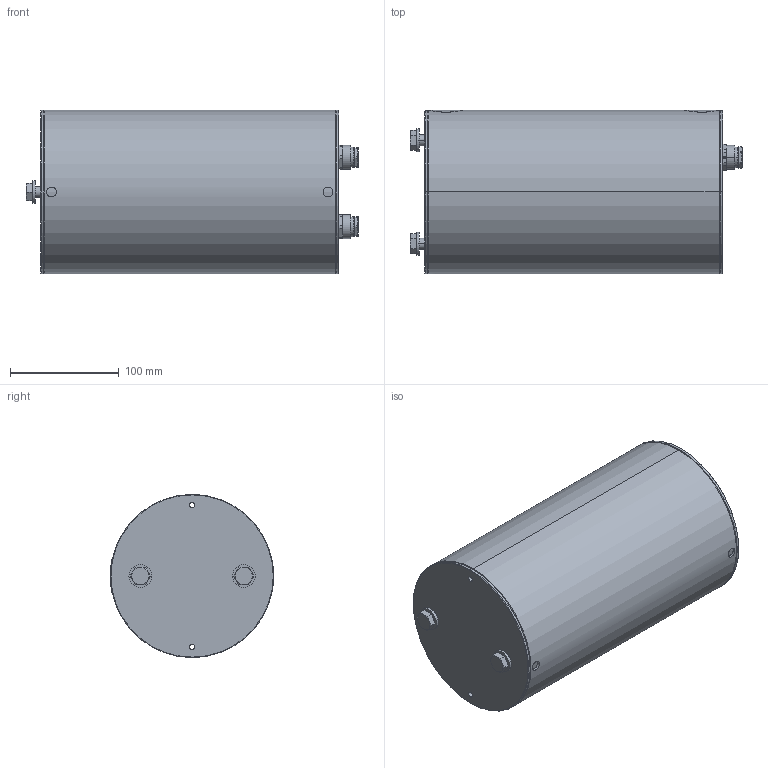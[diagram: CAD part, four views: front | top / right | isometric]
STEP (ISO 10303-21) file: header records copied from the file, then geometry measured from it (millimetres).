
FILE_DESCRIPTION (( 'STEP AP214' ), '1' );
FILE_NAME ('MFLOW-A1_MFLOW-MB1_350976.STEP', '2015-02-27T09:58:54', ( 'Admin1' ), ( '' ), 'SwSTEP 2.0', 'SolidWorks 2014', '' );
FILE_SCHEMA (( 'AUTOMOTIVE_DESIGN' ));
Length unit declared in the file: millimetre
Products named in the file (1): MFLOW-A1_MFLOW-MB1_350976
Bounding box: 305 x 150.19 x 150 mm (x, y, z)
Surface area: 191427.3 mm2 (no closed solid volume)
Topology: 0 solids, 23 shells, 214 faces, 582 edges, 394 vertices
Faces by surface type: cylinder 92, plane 70, cone 52
Entity records: 10071 total; most frequent: CARTESIAN_POINT 2343, DIRECTION 1164, ORIENTED_EDGE 968, EDGE_CURVE 582, AXIS2_PLACEMENT_3D 463, VERTEX_POINT 394, CIRCLE 248, EDGE_LOOP 242
